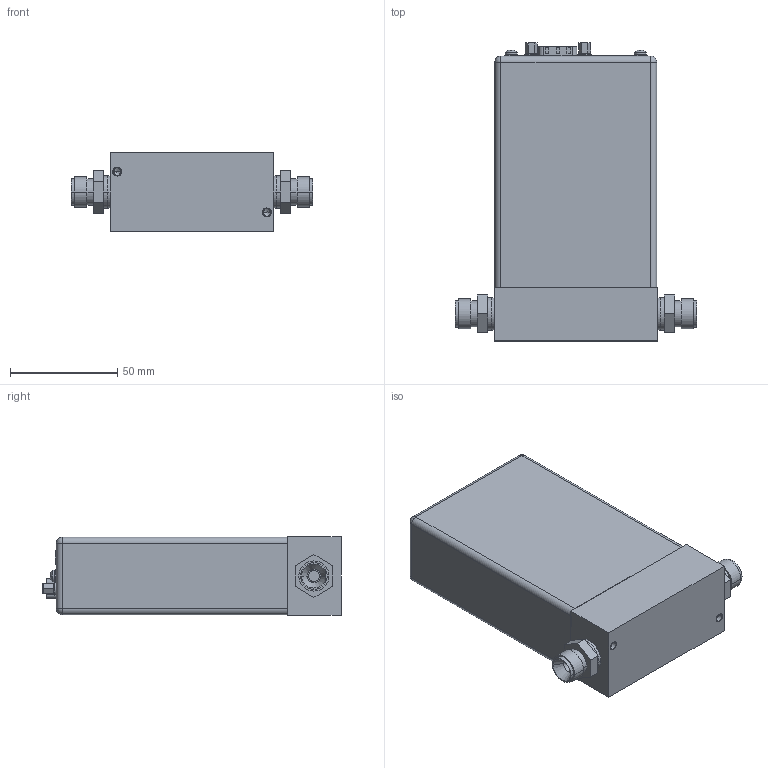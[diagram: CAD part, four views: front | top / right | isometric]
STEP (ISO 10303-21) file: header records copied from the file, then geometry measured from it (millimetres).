
FILE_DESCRIPTION((''),'2;1');
FILE_NAME('RS485_1-4_TUBE_ASM','2013-10-29T',('cockrofm'),('MKS Instruments, Inc.'),'PRO/ENGINEER BY PARAMETRIC TECHNOLOGY CORPORATION, 2009060','PRO/ENGINEER BY PARAMETRIC TECHNOLOGY CORPORATION, 2009060','');
FILE_SCHEMA(('AUTOMOTIVE_DESIGN { 1 2 10303 214 0 1 1 1 }'));
Length unit declared in the file: inch
Products named in the file (12): 118253_DUMMY_OUTLINE; 116158-P2_FTTNG-SWGLCK; 1-4_TUBE_ASM; 1038688_CONN_RJ45; 1041560_BRACKET; 1041562_ENCLOSURE_SOLID-TOP; 119937-P9_SMALL-SINGLE; 1036797; 1016309-003; 185-3740; 1011702-002_4-40_PAN-HD-SEMS; RS485_1-4_TUBE_ASM
Assembly tree (15 placements, depth 3):
  RS485_1-4_TUBE_ASM
    1-4_TUBE_ASM
      118253_DUMMY_OUTLINE
      116158-P2_FTTNG-SWGLCK  x2
    1038688_CONN_RJ45
    1041560_BRACKET
    1041562_ENCLOSURE_SOLID-TOP
    119937-P9_SMALL-SINGLE
    1036797
    1016309-003  x2
    185-3740  x2
    1011702-002_4-40_PAN-HD-SEMS  x2
Bounding box: 112.78 x 139.17 x 36.83 mm (x, y, z)
Volume: 104618.1 mm3; surface area: 77998.8 mm2
Topology: 14 solids, 20 shells, 945 faces, 2300 edges, 1454 vertices
Faces by surface type: plane 485, cylinder 276, bspline 58, torus 52, cone 36, extrusion 24, sphere 14
Entity records: 31866 total; most frequent: CARTESIAN_POINT 5938, DIRECTION 4130, ORIENTED_EDGE 3940, EDGE_CURVE 1982, PRESENTATION_STYLE_ASSIGNMENT 1723, STYLED_ITEM 1626, CURVE_STYLE 1620, AXIS2_PLACEMENT_3D 1443
